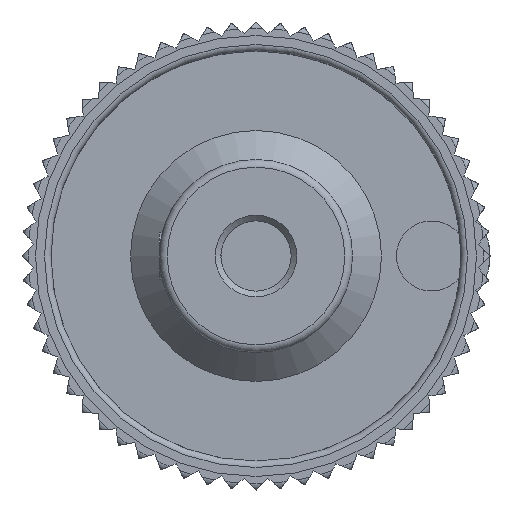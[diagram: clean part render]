
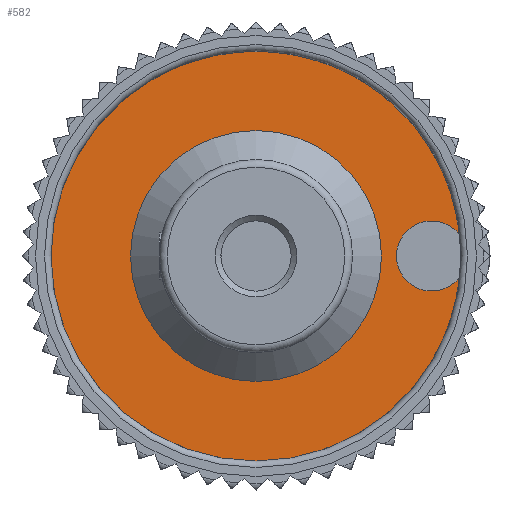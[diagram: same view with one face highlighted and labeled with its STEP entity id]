
A CAD part, front view. The second image highlights one B-rep face of the part: STEP entity #582.
In plain terms, the highlighted planar face has unit normal (0, -1, 0).
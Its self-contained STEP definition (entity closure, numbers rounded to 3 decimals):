
#582 = ADVANCED_FACE( '', ( #1343, #1344 ), #1345, .F. );
#1343 = FACE_BOUND( '', #2275, .T. );
#1344 = FACE_OUTER_BOUND( '', #2276, .T. );
#1345 = PLANE( '', #2277 );
#2275 = EDGE_LOOP( '', ( #4047 ) );
#2276 = EDGE_LOOP( '', ( #4048, #4049 ) );
#2277 = AXIS2_PLACEMENT_3D( '', #4050, #4051, #4052 );
#4047 = ORIENTED_EDGE( '', *, *, #5977, .F. );
#4048 = ORIENTED_EDGE( '', *, *, #6325, .T. );
#4049 = ORIENTED_EDGE( '', *, *, #5990, .F. );
#4050 = CARTESIAN_POINT( '', ( 17.525, 27.91, 0. ) );
#4051 = DIRECTION( '', ( 0., 1., 0. ) );
#4052 = DIRECTION( '', ( 0., 0., 1. ) );
#5977 = EDGE_CURVE( '', #7355, #7355, #7356, .T. );
#5990 = EDGE_CURVE( '', #7375, #7377, #7378, .F. );
#6325 = EDGE_CURVE( '', #7375, #7377, #7910, .T. );
#7355 = VERTEX_POINT( '', #10095 );
#7356 = CIRCLE( '', #10096, 10.725 );
#7375 = VERTEX_POINT( '', #10130 );
#7377 = VERTEX_POINT( '', #10133 );
#7378 = CIRCLE( '', #10134, 3. );
#7910 = CIRCLE( '', #11329, 17.525 );
#10095 = CARTESIAN_POINT( '', ( 0., 27.91, -10.725 ) );
#10096 = AXIS2_PLACEMENT_3D( '', #12862, #12863, #12864 );
#10130 = CARTESIAN_POINT( '', ( 17.438, 27.91, 1.749 ) );
#10133 = CARTESIAN_POINT( '', ( 17.438, 27.91, -1.749 ) );
#10134 = AXIS2_PLACEMENT_3D( '', #12875, #12876, #12877 );
#11329 = AXIS2_PLACEMENT_3D( '', #13230, #13231, #13232 );
#12862 = CARTESIAN_POINT( '', ( 0., 27.91, 0. ) );
#12863 = DIRECTION( '', ( 0., -1., 0. ) );
#12864 = DIRECTION( '', ( 0., 0., -1. ) );
#12875 = CARTESIAN_POINT( '', ( 15., 27.91, 0. ) );
#12876 = DIRECTION( '', ( 0., 1., 0. ) );
#12877 = DIRECTION( '', ( 0., 0., 1. ) );
#13230 = CARTESIAN_POINT( '', ( 0., 27.91, 0. ) );
#13231 = DIRECTION( '', ( 0., -1., 0. ) );
#13232 = DIRECTION( '', ( 0., 0., -1. ) );
